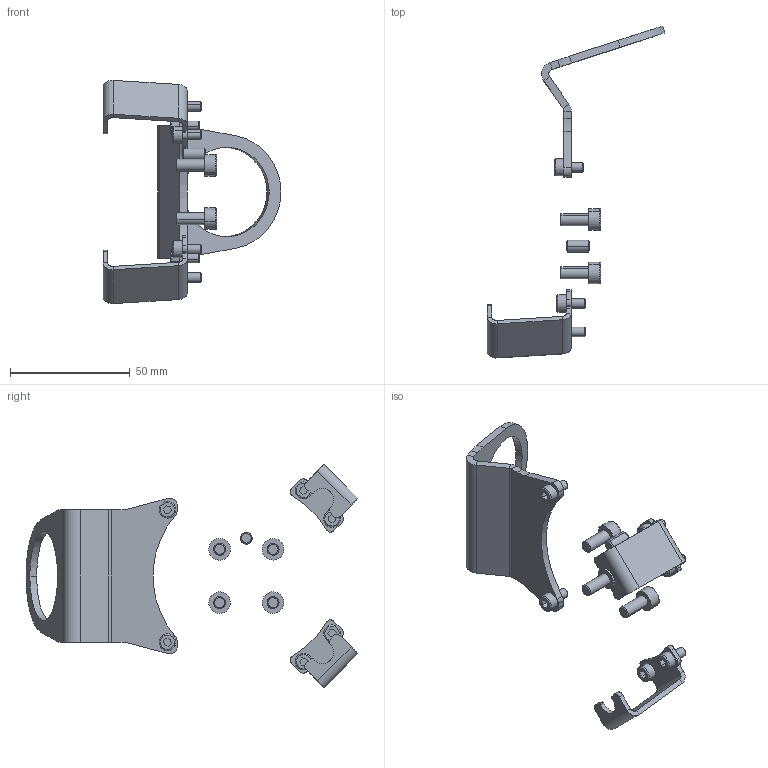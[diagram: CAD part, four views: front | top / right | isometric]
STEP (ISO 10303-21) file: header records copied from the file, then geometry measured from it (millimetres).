
FILE_DESCRIPTION (( 'STEP AP203' ), '1' );
FILE_NAME ('P5312.STEP', '2019-02-21T10:22:04', ( 'admin' ), ( '' ), 'SwSTEP 2.0', 'SolidWorks 2017', '' );
FILE_SCHEMA (( 'CONFIG_CONTROL_DESIGN' ));
Length unit declared in the file: millimetre
Products named in the file (1): P5312
Bounding box: 74.25 x 138.55 x 93.17 mm (x, y, z)
Volume: 18896.4 mm3; surface area: 17663.2 mm2
Topology: 14 solids, 14 shells, 318 faces, 718 edges, 448 vertices
Faces by surface type: plane 160, cylinder 114, cone 24, torus 20
Entity records: 8937 total; most frequent: DIRECTION 1648, CARTESIAN_POINT 1485, ORIENTED_EDGE 1436, EDGE_CURVE 718, AXIS2_PLACEMENT_3D 611, VERTEX_POINT 448, VECTOR 426, LINE 426
